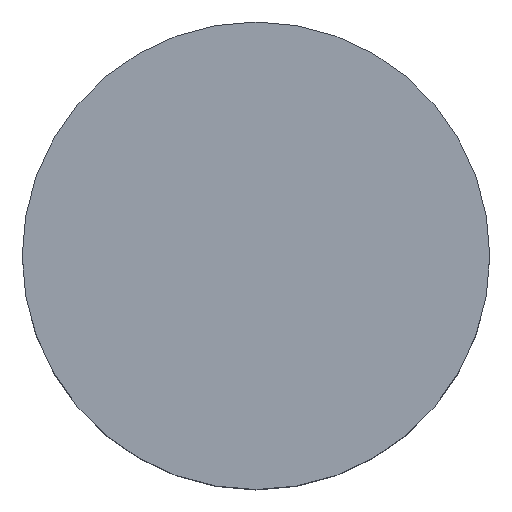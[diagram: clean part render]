
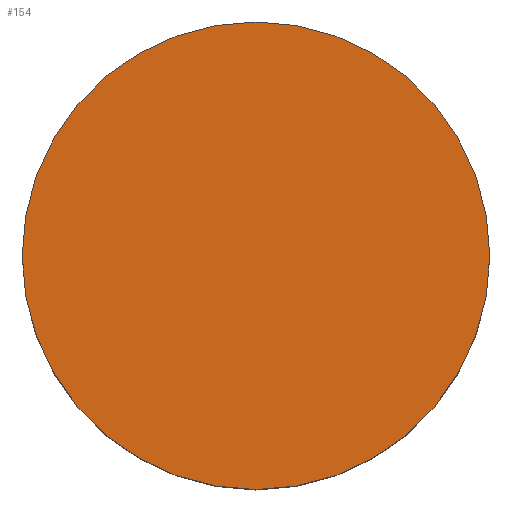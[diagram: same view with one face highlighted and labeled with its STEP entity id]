
A CAD part, top view. The second image highlights one B-rep face of the part: STEP entity #154.
In plain terms, the highlighted planar face has unit normal (0, 0, 1).
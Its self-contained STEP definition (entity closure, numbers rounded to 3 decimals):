
#6 = DIRECTION ( 'NONE',  ( 0., 0., 1. ) ) ;
#25 = CARTESIAN_POINT ( 'NONE',  ( 0., 0., 0. ) ) ;
#42 = AXIS2_PLACEMENT_3D ( 'NONE', #158, #179, #348 ) ;
#49 = VERTEX_POINT ( 'NONE', #273 ) ;
#53 = EDGE_LOOP ( 'NONE', ( #307, #91 ) ) ;
#91 = ORIENTED_EDGE ( 'NONE', *, *, #323, .T. ) ;
#100 = AXIS2_PLACEMENT_3D ( 'NONE', #25, #272, #324 ) ;
#136 = CARTESIAN_POINT ( 'NONE',  ( 2., 0., 0. ) ) ;
#154 = ADVANCED_FACE ( 'NONE', ( #155 ), #239, .T. ) ;
#155 = FACE_OUTER_BOUND ( 'NONE', #53, .T. ) ;
#158 = CARTESIAN_POINT ( 'NONE',  ( 0., 0., 0. ) ) ;
#166 = CIRCLE ( 'NONE', #100, 2. ) ;
#179 = DIRECTION ( 'NONE',  ( 0., 0., 1. ) ) ;
#182 = EDGE_CURVE ( 'NONE', #185, #49, #166, .T. ) ;
#185 = VERTEX_POINT ( 'NONE', #136 ) ;
#186 = CIRCLE ( 'NONE', #42, 2. ) ;
#221 = DIRECTION ( 'NONE',  ( 1., 0., 0. ) ) ;
#239 = PLANE ( 'NONE',  #319 ) ;
#248 = CARTESIAN_POINT ( 'NONE',  ( 0., 0., 0. ) ) ;
#272 = DIRECTION ( 'NONE',  ( 0., 0., 1. ) ) ;
#273 = CARTESIAN_POINT ( 'NONE',  ( -2., 0., 0. ) ) ;
#307 = ORIENTED_EDGE ( 'NONE', *, *, #182, .T. ) ;
#319 = AXIS2_PLACEMENT_3D ( 'NONE', #248, #6, #221 ) ;
#323 = EDGE_CURVE ( 'NONE', #49, #185, #186, .T. ) ;
#324 = DIRECTION ( 'NONE',  ( 1., 0., 0. ) ) ;
#348 = DIRECTION ( 'NONE',  ( 1., 0., 0. ) ) ;
